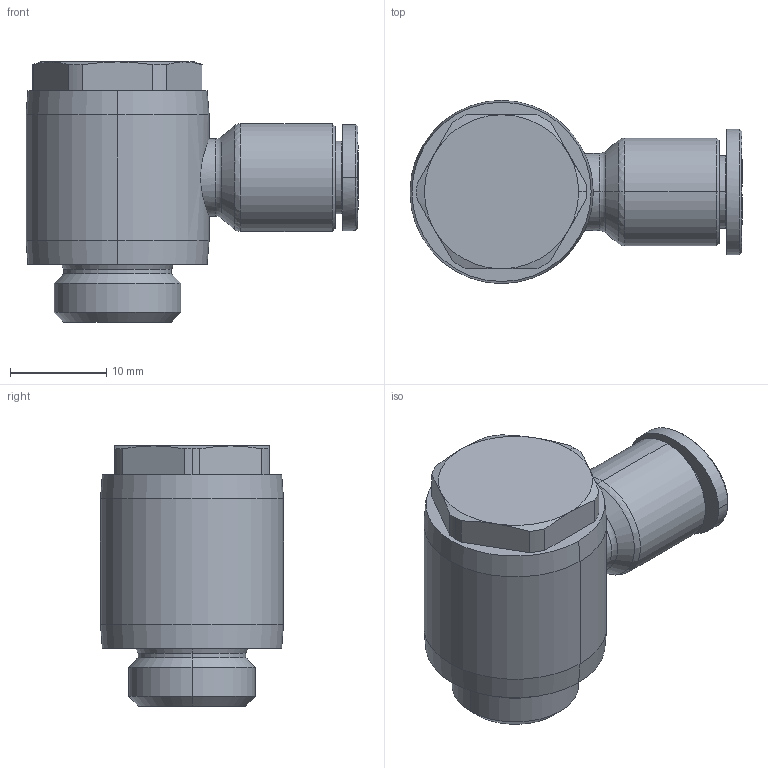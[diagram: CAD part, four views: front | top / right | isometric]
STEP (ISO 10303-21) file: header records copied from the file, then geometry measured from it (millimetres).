
FILE_DESCRIPTION (( 'STEP AP214' ), '1' );
FILE_NAME ('PH06-G02.stp', '2015-08-26T08:23:50', ( '' ), ( '' ), 'SwSTEP 2.0', 'SolidWorks 2015', '' );
FILE_SCHEMA (( 'AUTOMOTIVE_DESIGN' ));
Length unit declared in the file: millimetre
Products named in the file (2): ｦ+ﾃｦ1; PH06-G02
Assembly tree (1 placements, depth 2):
  PH06-G02
    ｦ+ﾃｦ1
Bounding box: 34.45 x 19 x 27 mm (x, y, z)
Volume: 6125.5 mm3; surface area: 5228.2 mm2
Topology: 1 solids, 1 shells, 285 faces, 759 edges, 493 vertices
Faces by surface type: plane 180, cylinder 36, bspline 34, cone 33, torus 2
Entity records: 10804 total; most frequent: CARTESIAN_POINT 3167, ORIENTED_EDGE 1514, DIRECTION 1285, EDGE_CURVE 757, VECTOR 555, LINE 555, VERTEX_POINT 493, AXIS2_PLACEMENT_3D 365
